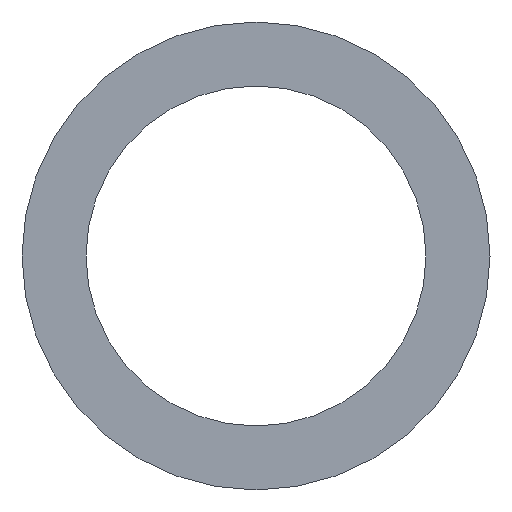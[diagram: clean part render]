
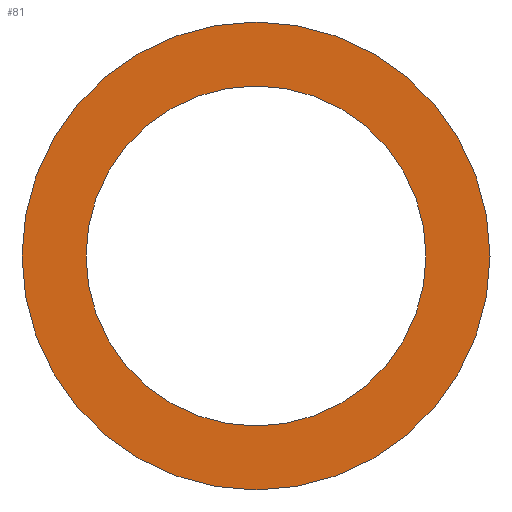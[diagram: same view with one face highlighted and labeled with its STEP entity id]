
A CAD part, left-side view. The second image highlights one B-rep face of the part: STEP entity #81.
In plain terms, the highlighted planar face has unit normal (-1, 0, 0).
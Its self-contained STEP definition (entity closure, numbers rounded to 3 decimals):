
#61 = EDGE_CURVE( '', #101, #85, #133, .T. );
#63 = EDGE_CURVE( '', #87, #65, #135, .T. );
#65 = VERTEX_POINT( '', #137 );
#73 = EDGE_CURVE( '', #65, #87, #145, .T. );
#81 = ADVANCED_FACE( '', ( #154, #155 ), #156, .F. );
#85 = VERTEX_POINT( '', #161 );
#87 = VERTEX_POINT( '', #163 );
#91 = EDGE_CURVE( '', #85, #101, #167, .T. );
#101 = VERTEX_POINT( '', #179 );
#133 = CIRCLE( '', #207, 140. );
#135 = CIRCLE( '', #210, 101.7 );
#137 = CARTESIAN_POINT( '', ( 0., 0., 101.7 ) );
#145 = CIRCLE( '', #224, 101.7 );
#154 = FACE_OUTER_BOUND( '', #234, .T. );
#155 = FACE_BOUND( '', #235, .T. );
#156 = PLANE( '', #236 );
#161 = CARTESIAN_POINT( '', ( 0., 0., 140. ) );
#163 = CARTESIAN_POINT( '', ( 0., 0., -101.7 ) );
#167 = CIRCLE( '', #248, 140. );
#179 = CARTESIAN_POINT( '', ( 0., 0., -140. ) );
#207 = AXIS2_PLACEMENT_3D( '', #287, #288, #289 );
#210 = AXIS2_PLACEMENT_3D( '', #290, #291, #292 );
#224 = AXIS2_PLACEMENT_3D( '', #296, #297, #298 );
#234 = EDGE_LOOP( '', ( #311, #312 ) );
#235 = EDGE_LOOP( '', ( #313, #314 ) );
#236 = AXIS2_PLACEMENT_3D( '', #315, #316, #317 );
#248 = AXIS2_PLACEMENT_3D( '', #326, #327, #328 );
#287 = CARTESIAN_POINT( '', ( 0., 0., 0. ) );
#288 = DIRECTION( '', ( 1., 0., 0. ) );
#289 = DIRECTION( '', ( 0., 0., -1. ) );
#290 = CARTESIAN_POINT( '', ( 0., 0., 0. ) );
#291 = DIRECTION( '', ( 1., 0., 0. ) );
#292 = DIRECTION( '', ( 0., 0., -1. ) );
#296 = CARTESIAN_POINT( '', ( 0., 0., 0. ) );
#297 = DIRECTION( '', ( 1., 0., 0. ) );
#298 = DIRECTION( '', ( 0., 0., -1. ) );
#311 = ORIENTED_EDGE( '', *, *, #61, .F. );
#312 = ORIENTED_EDGE( '', *, *, #91, .F. );
#313 = ORIENTED_EDGE( '', *, *, #63, .T. );
#314 = ORIENTED_EDGE( '', *, *, #73, .T. );
#315 = CARTESIAN_POINT( '', ( 0., 0., 0. ) );
#316 = DIRECTION( '', ( 1., 0., 0. ) );
#317 = DIRECTION( '', ( 0., 0., -1. ) );
#326 = CARTESIAN_POINT( '', ( 0., 0., 0. ) );
#327 = DIRECTION( '', ( 1., 0., 0. ) );
#328 = DIRECTION( '', ( 0., 0., -1. ) );
